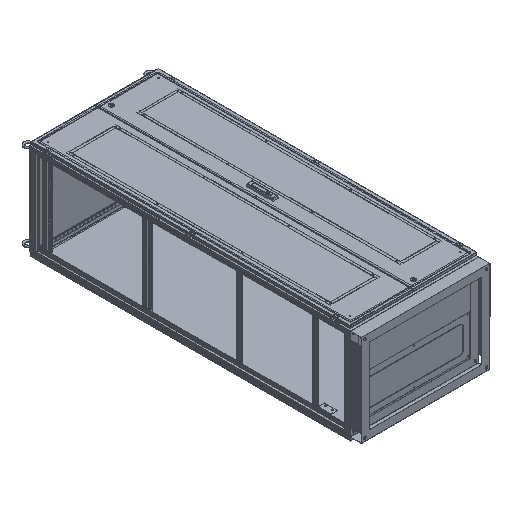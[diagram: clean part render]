
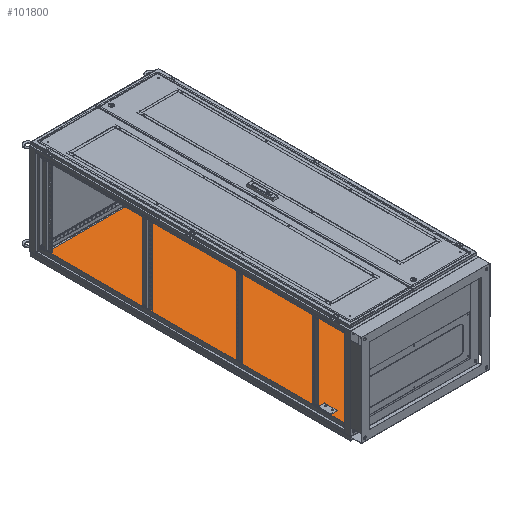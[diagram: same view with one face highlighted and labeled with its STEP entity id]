
A CAD part, isometric view. The second image highlights one B-rep face of the part: STEP entity #101800.
In plain terms, the highlighted face is planar.
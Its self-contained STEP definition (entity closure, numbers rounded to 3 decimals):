
#1165 = VECTOR ( 'NONE', #24428, 1000. ) ;
#3090 = VECTOR ( 'NONE', #34281, 1000. ) ;
#3585 = DIRECTION ( 'NONE',  ( 0., 1., 0. ) ) ;
#3653 = FACE_OUTER_BOUND ( 'NONE', #88560, .T. ) ;
#4626 = EDGE_CURVE ( 'NONE', #142008, #122538, #150982, .T. ) ;
#6818 = DIRECTION ( 'NONE',  ( 1., 0., 0. ) ) ;
#11467 = AXIS2_PLACEMENT_3D ( 'NONE', #29187, #114003, #78482 ) ;
#13102 = FACE_BOUND ( 'NONE', #152098, .T. ) ;
#13180 = VECTOR ( 'NONE', #3585, 1000. ) ;
#18075 = PLANE ( 'NONE',  #11467 ) ;
#20498 = VECTOR ( 'NONE', #148690, 1000. ) ;
#22608 = ORIENTED_EDGE ( 'NONE', *, *, #24281, .T. ) ;
#23053 = EDGE_CURVE ( 'NONE', #61681, #73220, #151431, .T. ) ;
#23970 = CARTESIAN_POINT ( 'NONE',  ( 366., 966., -1.5 ) ) ;
#24281 = EDGE_CURVE ( 'NONE', #67079, #119414, #35222, .T. ) ;
#24428 = DIRECTION ( 'NONE',  ( 0., 1., 0. ) ) ;
#26421 = LINE ( 'NONE', #147262, #13180 ) ;
#26488 = CARTESIAN_POINT ( 'NONE',  ( -0.5, -898., -1.5 ) ) ;
#27403 = ORIENTED_EDGE ( 'NONE', *, *, #62012, .T. ) ;
#29187 = CARTESIAN_POINT ( 'NONE',  ( 0., 0., -1.5 ) ) ;
#34281 = DIRECTION ( 'NONE',  ( 0., -1., 0. ) ) ;
#34546 = ORIENTED_EDGE ( 'NONE', *, *, #90705, .F. ) ;
#35222 = LINE ( 'NONE', #83139, #95983 ) ;
#39539 = CARTESIAN_POINT ( 'NONE',  ( 0., -966., -1.5 ) ) ;
#40130 = EDGE_CURVE ( 'NONE', #122538, #61681, #95305, .T. ) ;
#42639 = VECTOR ( 'NONE', #147678, 1000. ) ;
#49817 = EDGE_CURVE ( 'NONE', #154846, #119414, #107789, .T. ) ;
#50393 = CARTESIAN_POINT ( 'NONE',  ( -366., 483., -1.5 ) ) ;
#58666 = VERTEX_POINT ( 'NONE', #92584 ) ;
#59044 = CARTESIAN_POINT ( 'NONE',  ( -0.5, -958., -1.5 ) ) ;
#61375 = ORIENTED_EDGE ( 'NONE', *, *, #4626, .T. ) ;
#61681 = VERTEX_POINT ( 'NONE', #23970 ) ;
#61833 = EDGE_CURVE ( 'NONE', #58666, #67079, #147770, .T. ) ;
#62012 = EDGE_CURVE ( 'NONE', #100005, #142008, #26421, .T. ) ;
#65180 = CARTESIAN_POINT ( 'NONE',  ( 0.5, -958., -1.5 ) ) ;
#66030 = CARTESIAN_POINT ( 'NONE',  ( 366., 0., -1.5 ) ) ;
#67079 = VERTEX_POINT ( 'NONE', #26488 ) ;
#71363 = CARTESIAN_POINT ( 'NONE',  ( 0.5, -958., -1.5 ) ) ;
#73220 = VERTEX_POINT ( 'NONE', #144039 ) ;
#75229 = LINE ( 'NONE', #71363, #3090 ) ;
#77099 = CARTESIAN_POINT ( 'NONE',  ( 0.5, -958., -1.5 ) ) ;
#78482 = DIRECTION ( 'NONE',  ( 1., 0., 0. ) ) ;
#79049 = CARTESIAN_POINT ( 'NONE',  ( -366., -966., -1.5 ) ) ;
#82031 = ORIENTED_EDGE ( 'NONE', *, *, #49817, .F. ) ;
#83139 = CARTESIAN_POINT ( 'NONE',  ( -0.5, -958., -1.5 ) ) ;
#85288 = VECTOR ( 'NONE', #96996, 1000. ) ;
#87711 = ORIENTED_EDGE ( 'NONE', *, *, #138515, .T. ) ;
#88560 = EDGE_LOOP ( 'NONE', ( #27403, #61375, #110390, #91871, #87711 ) ) ;
#89568 = CARTESIAN_POINT ( 'NONE',  ( 0., 966., -1.5 ) ) ;
#90705 = EDGE_CURVE ( 'NONE', #58666, #154846, #75229, .T. ) ;
#91871 = ORIENTED_EDGE ( 'NONE', *, *, #23053, .T. ) ;
#92584 = CARTESIAN_POINT ( 'NONE',  ( 0.5, -898., -1.5 ) ) ;
#95305 = LINE ( 'NONE', #89568, #114272 ) ;
#95983 = VECTOR ( 'NONE', #131834, 1000. ) ;
#96996 = DIRECTION ( 'NONE',  ( -1., 0., 0. ) ) ;
#97508 = CARTESIAN_POINT ( 'NONE',  ( 0.5, -898., -1.5 ) ) ;
#100005 = VERTEX_POINT ( 'NONE', #79049 ) ;
#101800 = ADVANCED_FACE ( 'NONE', ( #3653, #13102 ), #18075, .F. ) ;
#107789 = LINE ( 'NONE', #65180, #136169 ) ;
#110390 = ORIENTED_EDGE ( 'NONE', *, *, #40130, .T. ) ;
#111326 = ORIENTED_EDGE ( 'NONE', *, *, #61833, .T. ) ;
#114003 = DIRECTION ( 'NONE',  ( 0., 0., 1. ) ) ;
#114272 = VECTOR ( 'NONE', #6818, 1000. ) ;
#119414 = VERTEX_POINT ( 'NONE', #59044 ) ;
#122538 = VERTEX_POINT ( 'NONE', #138786 ) ;
#126124 = LINE ( 'NONE', #39539, #42639 ) ;
#131834 = DIRECTION ( 'NONE',  ( 0., -1., 0. ) ) ;
#136169 = VECTOR ( 'NONE', #149935, 1000. ) ;
#138515 = EDGE_CURVE ( 'NONE', #73220, #100005, #126124, .T. ) ;
#138786 = CARTESIAN_POINT ( 'NONE',  ( -366., 966., -1.5 ) ) ;
#142008 = VERTEX_POINT ( 'NONE', #154744 ) ;
#144039 = CARTESIAN_POINT ( 'NONE',  ( 366., -966., -1.5 ) ) ;
#147262 = CARTESIAN_POINT ( 'NONE',  ( -366., -483., -1.5 ) ) ;
#147678 = DIRECTION ( 'NONE',  ( -1., 0., 0. ) ) ;
#147770 = LINE ( 'NONE', #97508, #85288 ) ;
#148690 = DIRECTION ( 'NONE',  ( 0., -1., 0. ) ) ;
#149935 = DIRECTION ( 'NONE',  ( -1., 0., 0. ) ) ;
#150982 = LINE ( 'NONE', #50393, #1165 ) ;
#151431 = LINE ( 'NONE', #66030, #20498 ) ;
#152098 = EDGE_LOOP ( 'NONE', ( #34546, #111326, #22608, #82031 ) ) ;
#154744 = CARTESIAN_POINT ( 'NONE',  ( -366., 0., -1.5 ) ) ;
#154846 = VERTEX_POINT ( 'NONE', #77099 ) ;
